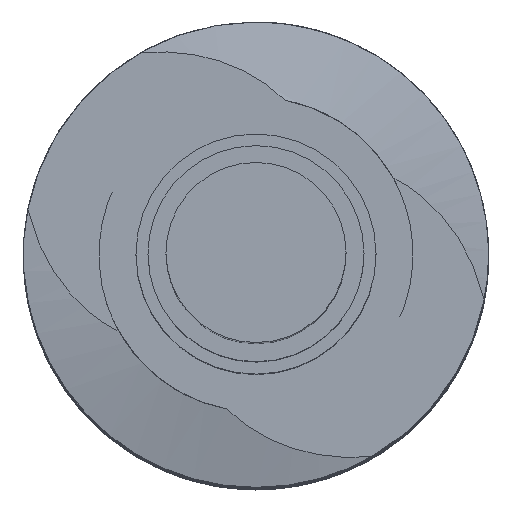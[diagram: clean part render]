
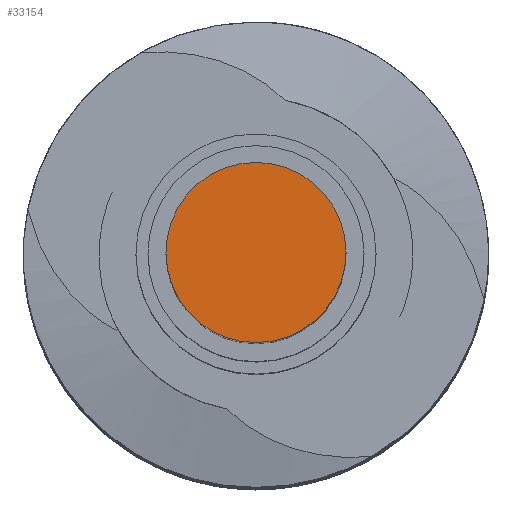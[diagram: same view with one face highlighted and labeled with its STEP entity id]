
A CAD part, top view. The second image highlights one B-rep face of the part: STEP entity #33154.
In plain terms, the highlighted planar face has unit normal (0, 0, 1).
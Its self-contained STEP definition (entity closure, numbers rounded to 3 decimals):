
#33084 = CYLINDRICAL_SURFACE('',#33085,37.5);
#33085 = AXIS2_PLACEMENT_3D('',#33086,#33087,#33088);
#33086 = CARTESIAN_POINT('',(0.,0.,1489.2));
#33087 = DIRECTION('',(0.,0.,-1.));
#33088 = DIRECTION('',(-0.005,1.,0.));
#33104 = VERTEX_POINT('',#33105);
#33105 = CARTESIAN_POINT('',(-0.191,37.5,1773.2)
  );
#33126 = EDGE_CURVE('',#33104,#33104,#33127,.T.);
#33127 = SURFACE_CURVE('',#33128,(#33133,#33140),.PCURVE_S1.);
#33128 = CIRCLE('',#33129,37.5);
#33129 = AXIS2_PLACEMENT_3D('',#33130,#33131,#33132);
#33130 = CARTESIAN_POINT('',(0.,0.,1773.2));
#33131 = DIRECTION('',(0.,0.,1.));
#33132 = DIRECTION('',(-0.005,1.,0.));
#33133 = PCURVE('',#33084,#33134);
#33134 = DEFINITIONAL_REPRESENTATION('',(#33135),#33139);
#33135 = LINE('',#33136,#33137);
#33136 = CARTESIAN_POINT('',(-0.,-284.));
#33137 = VECTOR('',#33138,1.);
#33138 = DIRECTION('',(-1.,0.));
#33139 = ( GEOMETRIC_REPRESENTATION_CONTEXT(2) 
PARAMETRIC_REPRESENTATION_CONTEXT() REPRESENTATION_CONTEXT('2D SPACE',''
  ) );
#33140 = PCURVE('',#33141,#33146);
#33141 = PLANE('',#33142);
#33142 = AXIS2_PLACEMENT_3D('',#33143,#33144,#33145);
#33143 = CARTESIAN_POINT('',(0.,0.,
    1773.2));
#33144 = DIRECTION('',(0.,0.,1.));
#33145 = DIRECTION('',(-0.005,1.,0.));
#33146 = DEFINITIONAL_REPRESENTATION('',(#33147),#33151);
#33147 = CIRCLE('',#33148,37.5);
#33148 = AXIS2_PLACEMENT_2D('',#33149,#33150);
#33149 = CARTESIAN_POINT('',(0.,0.));
#33150 = DIRECTION('',(1.,0.));
#33151 = ( GEOMETRIC_REPRESENTATION_CONTEXT(2) 
PARAMETRIC_REPRESENTATION_CONTEXT() REPRESENTATION_CONTEXT('2D SPACE',''
  ) );
#33154 = ADVANCED_FACE('',(#33155),#33141,.T.);
#33155 = FACE_BOUND('',#33156,.T.);
#33156 = EDGE_LOOP('',(#33157));
#33157 = ORIENTED_EDGE('',*,*,#33126,.T.);
